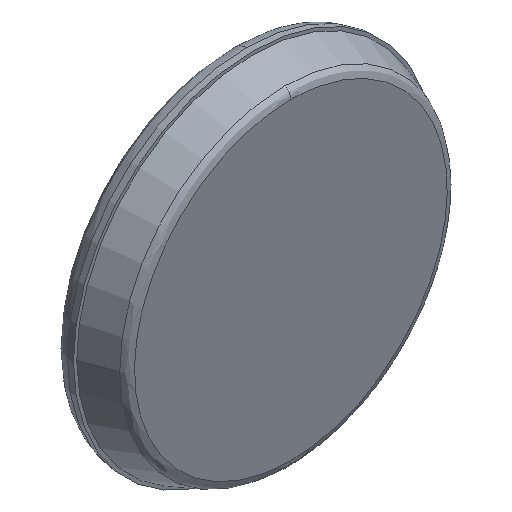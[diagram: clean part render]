
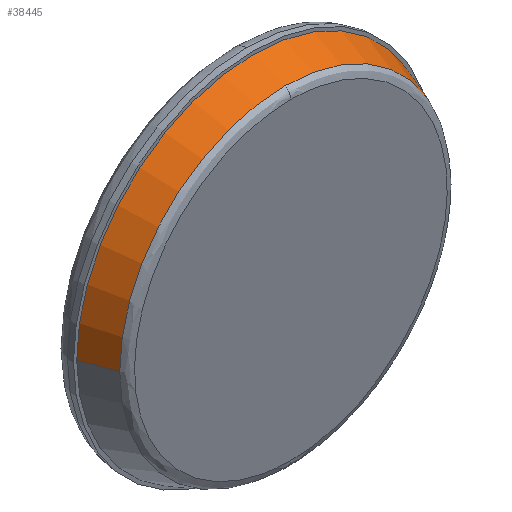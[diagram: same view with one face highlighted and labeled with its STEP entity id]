
A CAD part, isometric view. The second image highlights one B-rep face of the part: STEP entity #38445.
In plain terms, the highlighted conical face has half-angle 20 degrees and reference radius 38 mm.
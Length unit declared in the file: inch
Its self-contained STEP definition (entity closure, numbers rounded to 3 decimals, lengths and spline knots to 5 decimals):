
#2952 = CARTESIAN_POINT ( 'NONE',  ( 0., -0.14898, 1.39885 ) ) ;
#3000 = CIRCLE ( 'NONE', #75635, 1.49606 ) ;
#5768 = DIRECTION ( 'NONE',  ( -0.342, 0.94, 0. ) ) ;
#9925 = VECTOR ( 'NONE', #5768, 39.37008 ) ;
#13823 = VERTEX_POINT ( 'NONE', #74770 ) ;
#14957 = CONICAL_SURFACE ( 'NONE', #89235, 1.49606, 0.349 ) ;
#15054 = ORIENTED_EDGE ( 'NONE', *, *, #49217, .T. ) ;
#17845 = VERTEX_POINT ( 'NONE', #69697 ) ;
#25426 = EDGE_CURVE ( 'NONE', #44588, #17845, #55000, .T. ) ;
#25894 = CARTESIAN_POINT ( 'NONE',  ( 1.39885, -0.14898, 0. ) ) ;
#27328 = EDGE_CURVE ( 'NONE', #44588, #77925, #44621, .T. ) ;
#30381 = DIRECTION ( 'NONE',  ( 0., -1., 0. ) ) ;
#32233 = DIRECTION ( 'NONE',  ( 0., -1., 0. ) ) ;
#32807 = CARTESIAN_POINT ( 'NONE',  ( 0., -0.14898, 0. ) ) ;
#36640 = CARTESIAN_POINT ( 'NONE',  ( 1.49606, 0.11811, 0. ) ) ;
#38335 = CIRCLE ( 'NONE', #54863, 1.39885 ) ;
#38445 = ADVANCED_FACE ( 'NONE', ( #42172 ), #14957, .T. ) ;
#38531 = DIRECTION ( 'NONE',  ( 0., 1., 0. ) ) ;
#39746 = DIRECTION ( 'NONE',  ( 0., 0., 1. ) ) ;
#41357 = AXIS2_PLACEMENT_3D ( 'NONE', #32807, #81184, #39746 ) ;
#42172 = FACE_OUTER_BOUND ( 'NONE', #87070, .T. ) ;
#42539 = EDGE_CURVE ( 'NONE', #77925, #43284, #38335, .T. ) ;
#43284 = VERTEX_POINT ( 'NONE', #66727 ) ;
#43617 = DIRECTION ( 'NONE',  ( 0.342, 0.94, 0. ) ) ;
#44588 = VERTEX_POINT ( 'NONE', #25894 ) ;
#44621 = CIRCLE ( 'NONE', #41357, 1.39885 ) ;
#45780 = DIRECTION ( 'NONE',  ( -1., 0., 0. ) ) ;
#47008 = ORIENTED_EDGE ( 'NONE', *, *, #56336, .F. ) ;
#49217 = EDGE_CURVE ( 'NONE', #17845, #13823, #3000, .T. ) ;
#51171 = ORIENTED_EDGE ( 'NONE', *, *, #25426, .T. ) ;
#53456 = VECTOR ( 'NONE', #43617, 39.37008 ) ;
#54221 = ORIENTED_EDGE ( 'NONE', *, *, #42539, .F. ) ;
#54863 = AXIS2_PLACEMENT_3D ( 'NONE', #73701, #32233, #80605 ) ;
#55000 = LINE ( 'NONE', #36640, #53456 ) ;
#56336 = EDGE_CURVE ( 'NONE', #43284, #13823, #83778, .T. ) ;
#66727 = CARTESIAN_POINT ( 'NONE',  ( -1.39885, -0.14898, 0. ) ) ;
#69697 = CARTESIAN_POINT ( 'NONE',  ( 1.49606, 0.11811, 0. ) ) ;
#71802 = CARTESIAN_POINT ( 'NONE',  ( 0., 0.11811, 0. ) ) ;
#73059 = CARTESIAN_POINT ( 'NONE',  ( 0., 0.11811, 0. ) ) ;
#73701 = CARTESIAN_POINT ( 'NONE',  ( 0., -0.14898, 0. ) ) ;
#74770 = CARTESIAN_POINT ( 'NONE',  ( -1.49606, 0.11811, 0. ) ) ;
#75635 = AXIS2_PLACEMENT_3D ( 'NONE', #71802, #30381, #78750 ) ;
#76564 = ORIENTED_EDGE ( 'NONE', *, *, #27328, .F. ) ;
#77925 = VERTEX_POINT ( 'NONE', #2952 ) ;
#78750 = DIRECTION ( 'NONE',  ( -1., 0., 0. ) ) ;
#80605 = DIRECTION ( 'NONE',  ( 0., 0., 1. ) ) ;
#81184 = DIRECTION ( 'NONE',  ( 0., -1., 0. ) ) ;
#83778 = LINE ( 'NONE', #89181, #9925 ) ;
#87070 = EDGE_LOOP ( 'NONE', ( #76564, #51171, #15054, #47008, #54221 ) ) ;
#89181 = CARTESIAN_POINT ( 'NONE',  ( -1.49606, 0.11811, 0. ) ) ;
#89235 = AXIS2_PLACEMENT_3D ( 'NONE', #73059, #38531, #45780 ) ;
